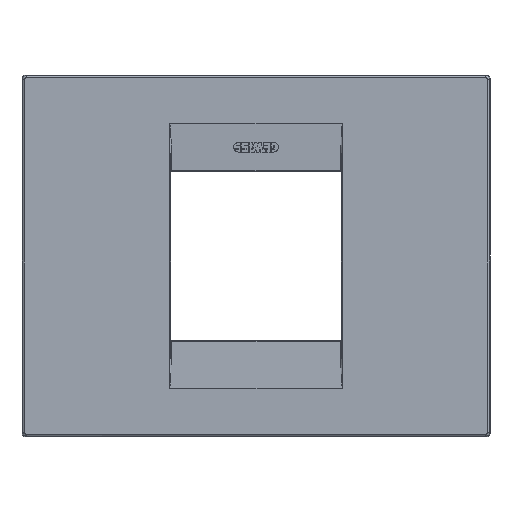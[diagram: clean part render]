
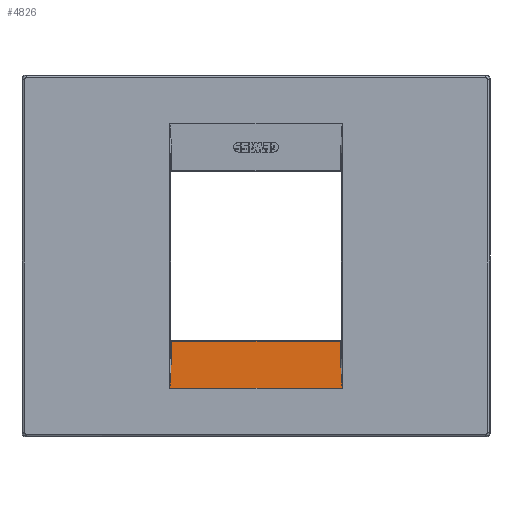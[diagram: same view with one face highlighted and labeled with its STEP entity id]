
A CAD part, top view. The second image highlights one B-rep face of the part: STEP entity #4826.
In plain terms, the highlighted planar face has unit normal (0, 0.04, 0.999).
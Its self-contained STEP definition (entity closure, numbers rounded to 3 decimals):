
#4780=AXIS2_PLACEMENT_3D('Plane Axis2P3D',#4777,#4778,#4779) ;
#4132=CARTESIAN_POINT('Vertex',(22.168,-22.491,7.01)) ;
#4460=CARTESIAN_POINT('Control Point',(22.168,-22.491,7.01)) ;
#4461=CARTESIAN_POINT('Control Point',(22.17,-22.834,7.023)) ;
#4462=CARTESIAN_POINT('Control Point',(22.173,-23.177,7.037)) ;
#4463=CARTESIAN_POINT('Control Point',(22.177,-23.521,7.051)) ;
#4464=CARTESIAN_POINT('Control Point',(22.192,-24.897,7.106)) ;
#4465=CARTESIAN_POINT('Control Point',(22.214,-26.273,7.161)) ;
#4466=CARTESIAN_POINT('Control Point',(22.236,-27.291,7.202)) ;
#4467=CARTESIAN_POINT('Control Point',(22.271,-28.667,7.257)) ;
#4468=CARTESIAN_POINT('Control Point',(22.32,-30.043,7.312)) ;
#4469=CARTESIAN_POINT('Control Point',(22.334,-30.386,7.325)) ;
#4470=CARTESIAN_POINT('Control Point',(22.362,-31.073,7.353)) ;
#4471=CARTESIAN_POINT('Control Point',(22.397,-31.76,7.38)) ;
#4472=CARTESIAN_POINT('Control Point',(22.415,-32.101,7.394)) ;
#4473=CARTESIAN_POINT('Control Point',(22.446,-32.606,7.414)) ;
#4474=CARTESIAN_POINT('Control Point',(22.484,-33.112,7.434)) ;
#4475=CARTESIAN_POINT('Control Point',(22.497,-33.273,7.441)) ;
#4476=CARTESIAN_POINT('Control Point',(22.525,-33.602,7.454)) ;
#4477=CARTESIAN_POINT('Control Point',(22.56,-33.931,7.467)) ;
#4478=CARTESIAN_POINT('Control Point',(22.577,-34.068,7.473)) ;
#4479=CARTESIAN_POINT('Control Point',(22.602,-34.267,7.481)) ;
#4480=CARTESIAN_POINT('Control Point',(22.639,-34.465,7.489)) ;
#4481=CARTESIAN_POINT('Control Point',(22.646,-34.497,7.49)) ;
#4482=CARTESIAN_POINT('Control Point',(22.656,-34.544,7.492)) ;
#4483=CARTESIAN_POINT('Control Point',(22.668,-34.591,7.494)) ;
#4484=CARTESIAN_POINT('Control Point',(22.672,-34.606,7.494)) ;
#4485=CARTESIAN_POINT('Control Point',(22.681,-34.637,7.495)) ;
#4486=CARTESIAN_POINT('Control Point',(22.692,-34.669,7.497)) ;
#4487=CARTESIAN_POINT('Control Point',(22.697,-34.683,7.497)) ;
#4488=CARTESIAN_POINT('Control Point',(22.707,-34.706,7.498)) ;
#4489=CARTESIAN_POINT('Control Point',(22.719,-34.727,7.499)) ;
#4490=CARTESIAN_POINT('Control Point',(22.723,-34.733,7.499)) ;
#4491=CARTESIAN_POINT('Control Point',(22.728,-34.741,7.5)) ;
#4492=CARTESIAN_POINT('Control Point',(22.735,-34.747,7.5)) ;
#4493=CARTESIAN_POINT('Control Point',(22.736,-34.748,7.5)) ;
#4494=CARTESIAN_POINT('Control Point',(22.737,-34.749,7.5)) ;
#4495=CARTESIAN_POINT('Control Point',(22.738,-34.75,7.5)) ;
#4496=CARTESIAN_POINT('Vertex',(22.738,-34.75,7.5)) ;
#4596=CARTESIAN_POINT('Line Origine',(0.,-34.75,7.5)) ;
#4600=CARTESIAN_POINT('Vertex',(-22.738,-34.75,7.5)) ;
#4747=CARTESIAN_POINT('Line Origine',(0.,-22.491,7.01)) ;
#4751=CARTESIAN_POINT('Vertex',(-22.168,-22.491,7.01)) ;
#4777=CARTESIAN_POINT('Axis2P3D Location',(0.,-22.25,7.)) ;
#4783=CARTESIAN_POINT('Control Point',(-22.168,-22.491,7.01)) ;
#4784=CARTESIAN_POINT('Control Point',(-22.17,-22.834,7.023)) ;
#4785=CARTESIAN_POINT('Control Point',(-22.173,-23.177,7.037)) ;
#4786=CARTESIAN_POINT('Control Point',(-22.177,-23.521,7.051)) ;
#4787=CARTESIAN_POINT('Control Point',(-22.192,-24.897,7.106)) ;
#4788=CARTESIAN_POINT('Control Point',(-22.214,-26.273,7.161)) ;
#4789=CARTESIAN_POINT('Control Point',(-22.236,-27.291,7.202)) ;
#4790=CARTESIAN_POINT('Control Point',(-22.271,-28.667,7.257)) ;
#4791=CARTESIAN_POINT('Control Point',(-22.32,-30.043,7.312)) ;
#4792=CARTESIAN_POINT('Control Point',(-22.334,-30.386,7.325)) ;
#4793=CARTESIAN_POINT('Control Point',(-22.362,-31.073,7.353)) ;
#4794=CARTESIAN_POINT('Control Point',(-22.397,-31.76,7.38)) ;
#4795=CARTESIAN_POINT('Control Point',(-22.415,-32.101,7.394)) ;
#4796=CARTESIAN_POINT('Control Point',(-22.446,-32.606,7.414)) ;
#4797=CARTESIAN_POINT('Control Point',(-22.484,-33.112,7.434)) ;
#4798=CARTESIAN_POINT('Control Point',(-22.497,-33.273,7.441)) ;
#4799=CARTESIAN_POINT('Control Point',(-22.525,-33.602,7.454)) ;
#4800=CARTESIAN_POINT('Control Point',(-22.56,-33.931,7.467)) ;
#4801=CARTESIAN_POINT('Control Point',(-22.577,-34.068,7.473)) ;
#4802=CARTESIAN_POINT('Control Point',(-22.602,-34.267,7.481)) ;
#4803=CARTESIAN_POINT('Control Point',(-22.639,-34.465,7.489)) ;
#4804=CARTESIAN_POINT('Control Point',(-22.646,-34.497,7.49)) ;
#4805=CARTESIAN_POINT('Control Point',(-22.656,-34.544,7.492)) ;
#4806=CARTESIAN_POINT('Control Point',(-22.668,-34.591,7.494)) ;
#4807=CARTESIAN_POINT('Control Point',(-22.672,-34.606,7.494)) ;
#4808=CARTESIAN_POINT('Control Point',(-22.681,-34.637,7.495)) ;
#4809=CARTESIAN_POINT('Control Point',(-22.692,-34.669,7.497)) ;
#4810=CARTESIAN_POINT('Control Point',(-22.697,-34.683,7.497)) ;
#4811=CARTESIAN_POINT('Control Point',(-22.707,-34.706,7.498)) ;
#4812=CARTESIAN_POINT('Control Point',(-22.719,-34.727,7.499)) ;
#4813=CARTESIAN_POINT('Control Point',(-22.723,-34.733,7.499)) ;
#4814=CARTESIAN_POINT('Control Point',(-22.728,-34.741,7.5)) ;
#4815=CARTESIAN_POINT('Control Point',(-22.735,-34.747,7.5)) ;
#4816=CARTESIAN_POINT('Control Point',(-22.736,-34.748,7.5)) ;
#4817=CARTESIAN_POINT('Control Point',(-22.737,-34.749,7.5)) ;
#4818=CARTESIAN_POINT('Control Point',(-22.738,-34.75,7.5)) ;
#4597=DIRECTION('Vector Direction',(-1.,0.,0.)) ;
#4748=DIRECTION('Vector Direction',(1.,0.,0.)) ;
#4778=DIRECTION('Axis2P3D Direction',(-0.,0.04,0.999)) ;
#4779=DIRECTION('Axis2P3D XDirection',(0.,-0.999,0.04)) ;
#4598=VECTOR('Line Direction',#4597,1.) ;
#4749=VECTOR('Line Direction',#4748,1.) ;
#4821=ORIENTED_EDGE('',*,*,#4602,.T.) ;
#4822=ORIENTED_EDGE('',*,*,#4498,.T.) ;
#4823=ORIENTED_EDGE('',*,*,#4753,.T.) ;
#4824=ORIENTED_EDGE('',*,*,#4819,.F.) ;
#4826=ADVANCED_FACE('PartBody',(#4825),#4781,.T.) ;
#4459=B_SPLINE_CURVE_WITH_KNOTS('',5,(#4460,#4461,#4462,#4463,#4464,#4465,#4466,#4467,#4468,#4469,#4470,#4471,#4472,#4473,#4474,#4475,#4476,#4477,#4478,#4479,#4480,#4481,#4482,#4483,#4484,#4485,#4486,#4487,#4488,#4489,#4490,#4491,#4492,#4493,#4494,#4495),.UNSPECIFIED.,.F.,.U.,(6,3,3,3,3,3,3,3,3,3,3,6),(10.019,12.448,19.755,22.184,24.62,25.765,26.953,27.178,27.29,27.404,27.455,27.464),.UNSPECIFIED.) ;
#4782=B_SPLINE_CURVE_WITH_KNOTS('',5,(#4783,#4784,#4785,#4786,#4787,#4788,#4789,#4790,#4791,#4792,#4793,#4794,#4795,#4796,#4797,#4798,#4799,#4800,#4801,#4802,#4803,#4804,#4805,#4806,#4807,#4808,#4809,#4810,#4811,#4812,#4813,#4814,#4815,#4816,#4817,#4818),.UNSPECIFIED.,.F.,.U.,(6,3,3,3,3,3,3,3,3,3,3,6),(10.018,12.448,19.755,22.184,24.62,25.765,26.953,27.178,27.29,27.404,27.455,27.464),.UNSPECIFIED.) ;
#4498=EDGE_CURVE('',#4497,#4133,#4459,.F.) ;
#4602=EDGE_CURVE('',#4601,#4497,#4599,.F.) ;
#4753=EDGE_CURVE('',#4133,#4752,#4750,.F.) ;
#4819=EDGE_CURVE('',#4601,#4752,#4782,.F.) ;
#4820=EDGE_LOOP('',(#4821,#4822,#4823,#4824)) ;
#4825=FACE_OUTER_BOUND('',#4820,.T.) ;
#4599=LINE('Line',#4596,#4598) ;
#4750=LINE('Line',#4747,#4749) ;
#4781=PLANE('',#4780) ;
#4133=VERTEX_POINT('',#4132) ;
#4497=VERTEX_POINT('',#4496) ;
#4601=VERTEX_POINT('',#4600) ;
#4752=VERTEX_POINT('',#4751) ;
